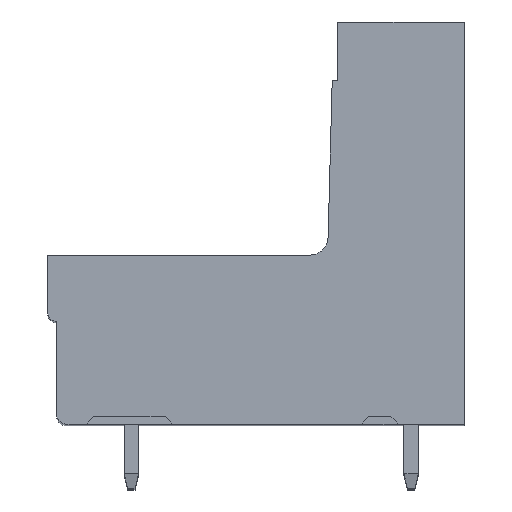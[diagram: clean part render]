
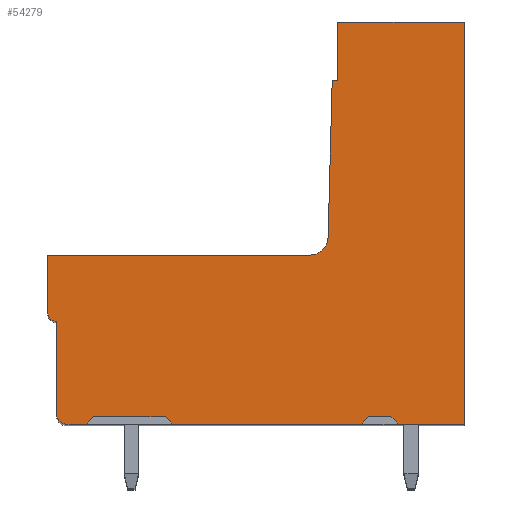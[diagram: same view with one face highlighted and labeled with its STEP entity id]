
A CAD part, top view. The second image highlights one B-rep face of the part: STEP entity #54279.
In plain terms, the highlighted planar face has unit normal (0, 0, 1).
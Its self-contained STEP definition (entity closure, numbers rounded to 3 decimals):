
#5467=DIRECTION('',(-1.,0.,0.));
#5468=VECTOR('',#5467,0.3);
#5469=CARTESIAN_POINT('',(-6.894,18.7,-74.103));
#5470=LINE('',#5469,#5468);
#5475=DIRECTION('',(0.,-1.,0.));
#5476=VECTOR('',#5475,3.2);
#5477=CARTESIAN_POINT('',(-6.894,21.9,-74.103));
#5478=LINE('',#5477,#5476);
#11371=DIRECTION('',(0.,1.,0.));
#11372=VECTOR('',#11371,21.9);
#11373=CARTESIAN_POINT('',(0.006,0.,
-74.103));
#11374=LINE('',#11373,#11372);
#19270=DIRECTION('',(0.,-1.,0.));
#19271=VECTOR('',#19270,5.1);
#19272=CARTESIAN_POINT('',(-22.194,5.6,-74.103));
#19273=LINE('',#19272,#19271);
#19290=DIRECTION('',(-1.,0.,0.));
#19291=VECTOR('',#19290,10.3);
#19292=CARTESIAN_POINT('',(-5.594,0.,
-74.103));
#19293=LINE('',#19292,#19291);
#19294=DIRECTION('',(-0.707,0.707,0.));
#19295=VECTOR('',#19294,0.566);
#19296=CARTESIAN_POINT('',(-15.894,0.,
-74.103));
#19297=LINE('',#19296,#19295);
#19298=DIRECTION('',(-1.,0.,0.));
#19299=VECTOR('',#19298,3.9);
#19300=CARTESIAN_POINT('',(-16.294,0.4,
-74.103));
#19301=LINE('',#19300,#19299);
#19302=DIRECTION('',(-1.,0.,0.));
#19303=VECTOR('',#19302,1.1);
#19304=CARTESIAN_POINT('',(-20.594,0.,
-74.103));
#19305=LINE('',#19304,#19303);
#19306=CARTESIAN_POINT('',(-21.694,0.5,-74.103));
#19307=DIRECTION('',(0.,0.,-1.));
#19308=DIRECTION('',(0.,-1.,0.));
#19309=AXIS2_PLACEMENT_3D('',#19306,#19307,#19308);
#19311=CARTESIAN_POINT('',(-22.194,6.1,-74.103));
#19312=DIRECTION('',(0.,0.,-1.));
#19313=DIRECTION('',(0.,-1.,0.));
#19314=AXIS2_PLACEMENT_3D('',#19311,#19312,#19313);
#19316=DIRECTION('',(0.,1.,0.));
#19317=VECTOR('',#19316,3.1);
#19318=CARTESIAN_POINT('',(-22.694,6.1,
-74.103));
#19319=LINE('',#19318,#19317);
#19320=DIRECTION('',(1.,0.,0.));
#19321=VECTOR('',#19320,14.277);
#19322=CARTESIAN_POINT('',(-22.694,9.2,-74.103));
#19323=LINE('',#19322,#19321);
#19324=CARTESIAN_POINT('',(-8.417,10.2,-74.103));
#19325=DIRECTION('',(0.,0.,1.));
#19326=DIRECTION('',(0.,-1.,0.));
#19327=AXIS2_PLACEMENT_3D('',#19324,#19325,#19326);
#19329=DIRECTION('',(0.026,1.,0.));
#19330=VECTOR('',#19329,8.529);
#19331=CARTESIAN_POINT('',(-7.417,10.174,
-74.103));
#19332=LINE('',#19331,#19330);
#19333=DIRECTION('',(1.,0.,0.));
#19334=VECTOR('',#19333,6.9);
#19335=CARTESIAN_POINT('',(-6.894,21.9,-74.103));
#19336=LINE('',#19335,#19334);
#19337=DIRECTION('',(-1.,0.,0.));
#19338=VECTOR('',#19337,3.6);
#19339=CARTESIAN_POINT('',(0.006,0.,
-74.103));
#19340=LINE('',#19339,#19338);
#19341=DIRECTION('',(-0.707,0.707,0.));
#19342=VECTOR('',#19341,0.566);
#19343=CARTESIAN_POINT('',(-3.594,0.,
-74.103));
#19344=LINE('',#19343,#19342);
#19345=DIRECTION('',(-0.707,-0.707,0.));
#19346=VECTOR('',#19345,0.566);
#19347=CARTESIAN_POINT('',(-5.194,0.4,
-74.103));
#19348=LINE('',#19347,#19346);
#19365=DIRECTION('',(-0.707,-0.707,0.));
#19366=VECTOR('',#19365,0.566);
#19367=CARTESIAN_POINT('',(-20.194,0.4,
-74.103));
#19368=LINE('',#19367,#19366);
#19401=DIRECTION('',(1.,0.,0.));
#19402=VECTOR('',#19401,1.2);
#19403=CARTESIAN_POINT('',(-5.194,0.4,
-74.103));
#19404=LINE('',#19403,#19402);
#20187=CARTESIAN_POINT('',(-5.594,0.,
-74.103));
#20189=VERTEX_POINT('',#20187);
#20193=CARTESIAN_POINT('',(-3.594,0.,
-74.103));
#20194=VERTEX_POINT('',#20193);
#20310=CARTESIAN_POINT('',(-16.294,0.4,
-74.103));
#20311=VERTEX_POINT('',#20310);
#20312=CARTESIAN_POINT('',(-7.417,10.174,
-74.103));
#20313=CARTESIAN_POINT('',(-7.194,18.7,-74.103));
#20314=VERTEX_POINT('',#20312);
#20315=VERTEX_POINT('',#20313);
#20316=CARTESIAN_POINT('',(-6.894,18.7,-74.103));
#20317=VERTEX_POINT('',#20316);
#20318=CARTESIAN_POINT('',(-6.894,21.9,-74.103));
#20319=VERTEX_POINT('',#20318);
#20320=CARTESIAN_POINT('',(-3.994,0.4,
-74.103));
#20321=VERTEX_POINT('',#20320);
#20322=CARTESIAN_POINT('',(-5.194,0.4,
-74.103));
#20323=VERTEX_POINT('',#20322);
#20328=CARTESIAN_POINT('',(-21.694,0.,-74.103));
#20329=CARTESIAN_POINT('',(-22.194,0.5,
-74.103));
#20330=VERTEX_POINT('',#20328);
#20331=VERTEX_POINT('',#20329);
#20332=CARTESIAN_POINT('',(-22.194,5.6,-74.103));
#20333=VERTEX_POINT('',#20332);
#20334=CARTESIAN_POINT('',(-22.694,6.1,
-74.103));
#20335=VERTEX_POINT('',#20334);
#20336=CARTESIAN_POINT('',(-22.694,9.2,-74.103));
#20337=VERTEX_POINT('',#20336);
#20586=CARTESIAN_POINT('',(0.006,0.,
-74.103));
#20587=CARTESIAN_POINT('',(0.006,21.9,-74.103));
#20588=VERTEX_POINT('',#20586);
#20589=VERTEX_POINT('',#20587);
#20590=CARTESIAN_POINT('',(-20.194,0.4,
-74.103));
#20591=CARTESIAN_POINT('',(-20.594,0.,
-74.103));
#20592=VERTEX_POINT('',#20590);
#20593=VERTEX_POINT('',#20591);
#20594=CARTESIAN_POINT('',(-15.894,0.,
-74.103));
#20595=VERTEX_POINT('',#20594);
#20596=CARTESIAN_POINT('',(-8.417,9.2,-74.103));
#20597=VERTEX_POINT('',#20596);
#54246=CARTESIAN_POINT('',(-21.694,0.5,
-74.103));
#54247=DIRECTION('',(0.,0.,-1.));
#54248=DIRECTION('',(-1.,0.,0.));
#54249=AXIS2_PLACEMENT_3D('',#54246,#54247,#54248);
#54250=PLANE('',#54249);
#54251=ORIENTED_EDGE('',*,*,#50403,.T.);
#54253=ORIENTED_EDGE('',*,*,#54252,.T.);
#54255=ORIENTED_EDGE('',*,*,#54254,.T.);
#54257=ORIENTED_EDGE('',*,*,#54256,.T.);
#54258=ORIENTED_EDGE('',*,*,#50395,.T.);
#54259=ORIENTED_EDGE('',*,*,#54194,.T.);
#54260=ORIENTED_EDGE('',*,*,#54209,.F.);
#54261=ORIENTED_EDGE('',*,*,#54224,.T.);
#54262=ORIENTED_EDGE('',*,*,#54238,.T.);
#54263=ORIENTED_EDGE('',*,*,#25758,.T.);
#54264=ORIENTED_EDGE('',*,*,#33981,.T.);
#54265=ORIENTED_EDGE('',*,*,#33996,.T.);
#54266=ORIENTED_EDGE('',*,*,#34011,.F.);
#54267=ORIENTED_EDGE('',*,*,#34026,.F.);
#54268=ORIENTED_EDGE('',*,*,#34041,.T.);
#54269=ORIENTED_EDGE('',*,*,#42226,.F.);
#54270=ORIENTED_EDGE('',*,*,#50411,.T.);
#54272=ORIENTED_EDGE('',*,*,#54271,.T.);
#54274=ORIENTED_EDGE('',*,*,#54273,.F.);
#54276=ORIENTED_EDGE('',*,*,#54275,.T.);
#54277=EDGE_LOOP('',(#54251,#54253,#54255,#54257,#54258,#54259,#54260,#54261,
#54262,#54263,#54264,#54265,#54266,#54267,#54268,#54269,#54270,#54272,#54274,
#54276));
#54278=FACE_OUTER_BOUND('',#54277,.F.);
#54279=ADVANCED_FACE('',(#54278),#54250,.F.);
#19310=CIRCLE('',#19309,0.5);
#19315=CIRCLE('',#19314,0.5);
#19328=CIRCLE('',#19327,1.);
#25758=EDGE_CURVE('',#20337,#20597,#19323,.T.);
#33981=EDGE_CURVE('',#20597,#20314,#19328,.T.);
#33996=EDGE_CURVE('',#20314,#20315,#19332,.T.);
#34011=EDGE_CURVE('',#20317,#20315,#5470,.T.);
#34026=EDGE_CURVE('',#20319,#20317,#5478,.T.);
#34041=EDGE_CURVE('',#20319,#20589,#19336,.T.);
#42226=EDGE_CURVE('',#20588,#20589,#11374,.T.);
#50395=EDGE_CURVE('',#20593,#20330,#19305,.T.);
#50403=EDGE_CURVE('',#20189,#20595,#19293,.T.);
#50411=EDGE_CURVE('',#20588,#20194,#19340,.T.);
#54194=EDGE_CURVE('',#20330,#20331,#19310,.T.);
#54209=EDGE_CURVE('',#20333,#20331,#19273,.T.);
#54224=EDGE_CURVE('',#20333,#20335,#19315,.T.);
#54238=EDGE_CURVE('',#20335,#20337,#19319,.T.);
#54252=EDGE_CURVE('',#20595,#20311,#19297,.T.);
#54254=EDGE_CURVE('',#20311,#20592,#19301,.T.);
#54256=EDGE_CURVE('',#20592,#20593,#19368,.T.);
#54271=EDGE_CURVE('',#20194,#20321,#19344,.T.);
#54273=EDGE_CURVE('',#20323,#20321,#19404,.T.);
#54275=EDGE_CURVE('',#20323,#20189,#19348,.T.);
